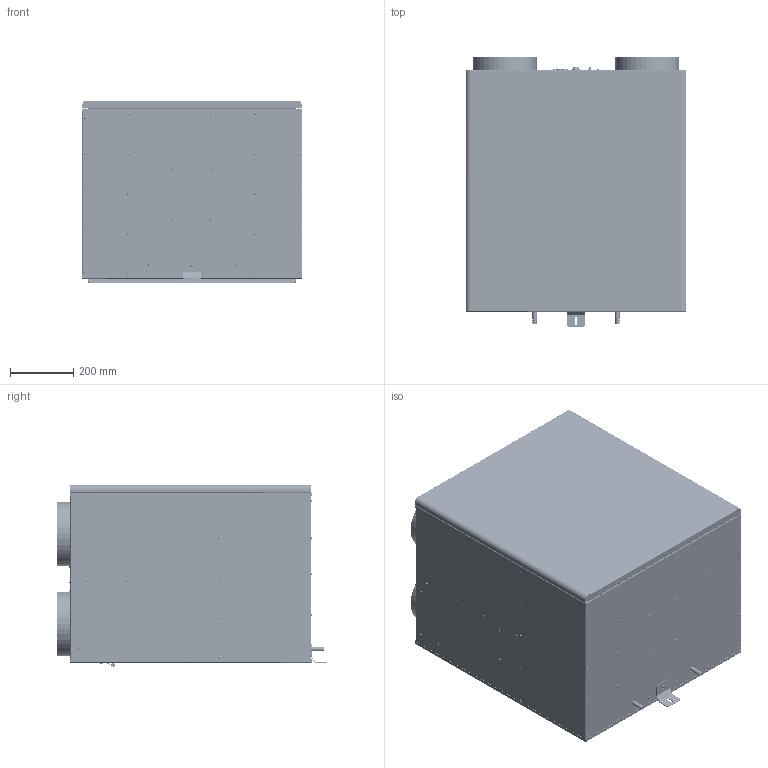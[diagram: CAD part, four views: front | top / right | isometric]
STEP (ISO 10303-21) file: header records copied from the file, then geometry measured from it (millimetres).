
FILE_DESCRIPTION(('CATIA V5 STEP Exchange','CAx-IF Rec.Pracs.--- Model Styling and Organization---1.4--- 2014-01-23','CAx-IF Rec.Pracs.---3D Tessellated Data Validation Properties---0.5---2014-09-14'),'2;1');
FILE_NAME('STEP_AIR112000_450_-_TST.stp','2021-05-07T14:05:15+00:00',('none'),('none'),'CATIA Version 5-6 Release 2019 SP3','CATIA V5 STEP AP242 v1','none');
FILE_SCHEMA(('AP242_MANAGED_MODEL_BASED_3D_ENGINEERING_MIM_LF {1 0 10303 442 1 1 4}'));
Products named in the file (1): AIR112000 450 - TST
Bounding box: 700 x 856.87 x 577.57 mm (x, y, z)
Volume: 4120582.3 mm3; surface area: 8251878.7 mm2
Topology: 6 solids, 28 shells, 5110 faces, 12434 edges, 7728 vertices
Faces by surface type: cylinder 2152, plane 1793, torus 999, cone 122, bspline 44
Entity records: 154625 total; most frequent: CARTESIAN_POINT 45098, ORIENTED_EDGE 24756, DIRECTION 17495, EDGE_CURVE 12378, AXIS2_PLACEMENT_3D 8728, VERTEX_POINT 7728, EDGE_LOOP 6028, VECTOR 5223
